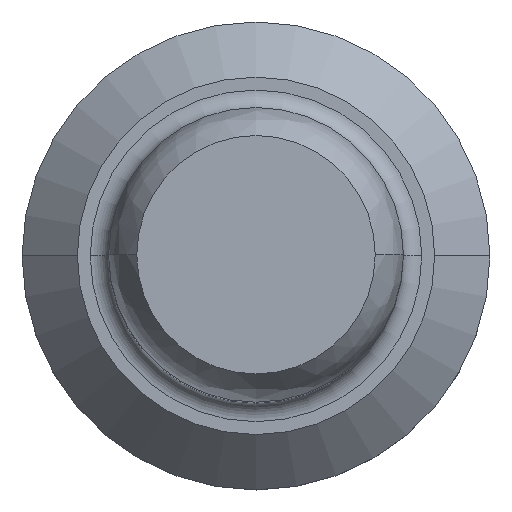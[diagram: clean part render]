
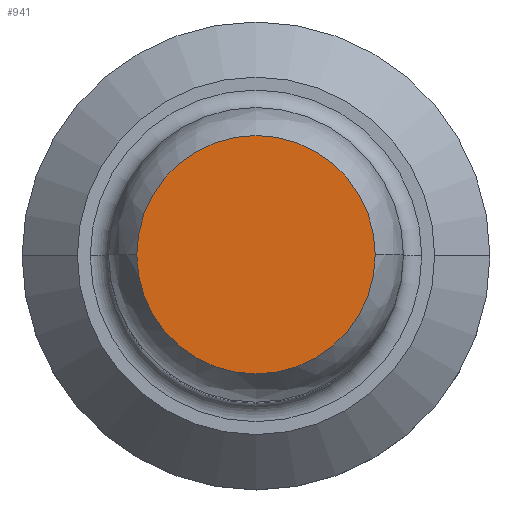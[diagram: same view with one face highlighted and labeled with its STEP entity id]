
A CAD part, top view. The second image highlights one B-rep face of the part: STEP entity #941.
In plain terms, the highlighted planar face has unit normal (0, 0, 1).
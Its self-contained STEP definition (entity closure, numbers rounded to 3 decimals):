
#343=CARTESIAN_POINT('',(0.,0.,19.953));
#344=DIRECTION('',(0.,0.,1.));
#345=DIRECTION('',(1.,0.,0.));
#346=AXIS2_PLACEMENT_3D('',#343,#344,#345);
#358=CARTESIAN_POINT('',(0.,0.,19.953));
#359=DIRECTION('',(0.,0.,-1.));
#360=DIRECTION('',(1.,0.,0.));
#361=AXIS2_PLACEMENT_3D('',#358,#359,#360);
#375=CARTESIAN_POINT('',(3.236,0.,19.953));
#377=VERTEX_POINT('',#375);
#407=CARTESIAN_POINT('',(-3.236,0.,19.953));
#409=VERTEX_POINT('',#407);
#932=CARTESIAN_POINT('',(0.,0.,19.953));
#933=DIRECTION('',(0.,0.,1.));
#934=DIRECTION('',(-1.,0.,0.));
#935=AXIS2_PLACEMENT_3D('',#932,#933,#934);
#936=PLANE('',#935);
#937=ORIENTED_EDGE('',*,*,#927,.T.);
#938=ORIENTED_EDGE('',*,*,#887,.F.);
#939=EDGE_LOOP('',(#937,#938));
#940=FACE_OUTER_BOUND('',#939,.F.);
#941=ADVANCED_FACE('',(#940),#936,.T.);
#347=CIRCLE('',#346,3.236);
#362=CIRCLE('',#361,3.236);
#887=EDGE_CURVE('',#377,#409,#347,.T.);
#927=EDGE_CURVE('',#377,#409,#362,.T.);
